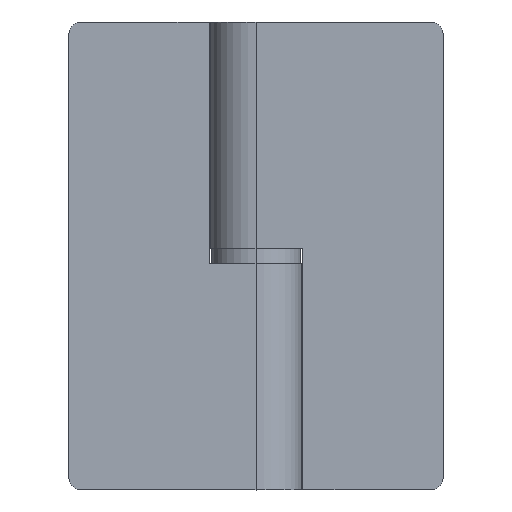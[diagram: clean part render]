
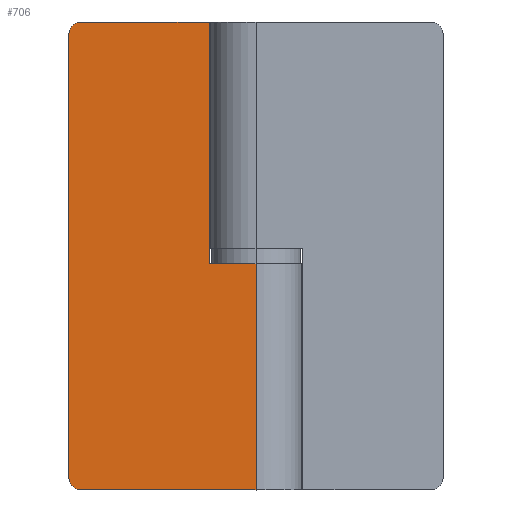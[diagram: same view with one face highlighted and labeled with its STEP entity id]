
A CAD part, top view. The second image highlights one B-rep face of the part: STEP entity #706.
In plain terms, the highlighted planar face has unit normal (0, 0, 1).
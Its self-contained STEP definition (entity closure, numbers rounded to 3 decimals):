
#25 = CARTESIAN_POINT ( 'NONE',  ( 0., 150., 14.5 ) ) ;
#34 = DIRECTION ( 'NONE',  ( -1., 0., 0. ) ) ;
#79 = CARTESIAN_POINT ( 'NONE',  ( 56., 150., 14.5 ) ) ;
#105 = CARTESIAN_POINT ( 'NONE',  ( 0., 77.5, 14.5 ) ) ;
#114 = EDGE_CURVE ( 'NONE', #944, #688, #563, .T. ) ;
#133 = LINE ( 'NONE', #1343, #1245 ) ;
#147 = DIRECTION ( 'NONE',  ( 0., -1., 0. ) ) ;
#152 = DIRECTION ( 'NONE',  ( 1., 0., 0. ) ) ;
#187 = DIRECTION ( 'NONE',  ( 0., -1., 0. ) ) ;
#197 = VECTOR ( 'NONE', #405, 1000. ) ;
#207 = EDGE_CURVE ( 'NONE', #1392, #1150, #133, .T. ) ;
#225 = VECTOR ( 'NONE', #1077, 1000. ) ;
#249 = ORIENTED_EDGE ( 'NONE', *, *, #873, .F. ) ;
#325 = VERTEX_POINT ( 'NONE', #79 ) ;
#348 = CARTESIAN_POINT ( 'NONE',  ( 15., 0., 14.5 ) ) ;
#364 = VECTOR ( 'NONE', #147, 1000. ) ;
#405 = DIRECTION ( 'NONE',  ( 0., -1., 0. ) ) ;
#413 = EDGE_CURVE ( 'NONE', #755, #1182, #430, .T. ) ;
#430 = LINE ( 'NONE', #718, #683 ) ;
#462 = DIRECTION ( 'NONE',  ( 0., 0., 1. ) ) ;
#472 = VECTOR ( 'NONE', #845, 1000. ) ;
#482 = ORIENTED_EDGE ( 'NONE', *, *, #114, .T. ) ;
#485 = ORIENTED_EDGE ( 'NONE', *, *, #506, .T. ) ;
#494 = LINE ( 'NONE', #1271, #197 ) ;
#506 = EDGE_CURVE ( 'NONE', #802, #1392, #494, .T. ) ;
#563 = LINE ( 'NONE', #1228, #364 ) ;
#613 = DIRECTION ( 'NONE',  ( -1., 0., 0. ) ) ;
#639 = EDGE_CURVE ( 'NONE', #688, #802, #1290, .T. ) ;
#646 = ORIENTED_EDGE ( 'NONE', *, *, #207, .T. ) ;
#656 = ORIENTED_EDGE ( 'NONE', *, *, #1311, .T. ) ;
#662 = DIRECTION ( 'NONE',  ( 0., 0., 1. ) ) ;
#683 = VECTOR ( 'NONE', #187, 1000. ) ;
#684 = DIRECTION ( 'NONE',  ( 0., 0., -1. ) ) ;
#688 = VERTEX_POINT ( 'NONE', #864 ) ;
#706 = ADVANCED_FACE ( 'NONE', ( #775 ), #1088, .F. ) ;
#718 = CARTESIAN_POINT ( 'NONE',  ( 60., 150., 14.5 ) ) ;
#733 = AXIS2_PLACEMENT_3D ( 'NONE', #25, #684, #613 ) ;
#755 = VERTEX_POINT ( 'NONE', #1363 ) ;
#772 = CIRCLE ( 'NONE', #861, 4. ) ;
#775 = FACE_OUTER_BOUND ( 'NONE', #807, .T. ) ;
#793 = LINE ( 'NONE', #871, #225 ) ;
#802 = VERTEX_POINT ( 'NONE', #1284 ) ;
#807 = EDGE_LOOP ( 'NONE', ( #646, #656, #1042, #838, #249, #482, #809, #485 ) ) ;
#809 = ORIENTED_EDGE ( 'NONE', *, *, #639, .T. ) ;
#838 = ORIENTED_EDGE ( 'NONE', *, *, #1384, .T. ) ;
#845 = DIRECTION ( 'NONE',  ( 1., 0., 0. ) ) ;
#861 = AXIS2_PLACEMENT_3D ( 'NONE', #1104, #462, #1219 ) ;
#864 = CARTESIAN_POINT ( 'NONE',  ( 0., 77.5, 14.5 ) ) ;
#871 = CARTESIAN_POINT ( 'NONE',  ( 0., 150., 14.5 ) ) ;
#873 = EDGE_CURVE ( 'NONE', #944, #325, #793, .T. ) ;
#877 = CARTESIAN_POINT ( 'NONE',  ( 56., 146., 14.5 ) ) ;
#880 = CARTESIAN_POINT ( 'NONE',  ( 56., 0., 14.5 ) ) ;
#896 = CARTESIAN_POINT ( 'NONE',  ( 0., 150., 14.5 ) ) ;
#944 = VERTEX_POINT ( 'NONE', #896 ) ;
#1011 = AXIS2_PLACEMENT_3D ( 'NONE', #877, #662, #34 ) ;
#1033 = CIRCLE ( 'NONE', #1011, 4. ) ;
#1042 = ORIENTED_EDGE ( 'NONE', *, *, #413, .F. ) ;
#1077 = DIRECTION ( 'NONE',  ( 1., 0., 0. ) ) ;
#1088 = PLANE ( 'NONE',  #733 ) ;
#1104 = CARTESIAN_POINT ( 'NONE',  ( 56., 4., 14.5 ) ) ;
#1118 = CARTESIAN_POINT ( 'NONE',  ( 60., 4., 14.5 ) ) ;
#1150 = VERTEX_POINT ( 'NONE', #880 ) ;
#1182 = VERTEX_POINT ( 'NONE', #1118 ) ;
#1219 = DIRECTION ( 'NONE',  ( -1., 0., 0. ) ) ;
#1228 = CARTESIAN_POINT ( 'NONE',  ( 0., 150., 14.5 ) ) ;
#1245 = VECTOR ( 'NONE', #152, 1000. ) ;
#1271 = CARTESIAN_POINT ( 'NONE',  ( 15., 150., 14.5 ) ) ;
#1284 = CARTESIAN_POINT ( 'NONE',  ( 15., 77.5, 14.5 ) ) ;
#1290 = LINE ( 'NONE', #105, #472 ) ;
#1311 = EDGE_CURVE ( 'NONE', #1150, #1182, #772, .T. ) ;
#1343 = CARTESIAN_POINT ( 'NONE',  ( 0., 0., 14.5 ) ) ;
#1363 = CARTESIAN_POINT ( 'NONE',  ( 60., 146., 14.5 ) ) ;
#1384 = EDGE_CURVE ( 'NONE', #755, #325, #1033, .T. ) ;
#1392 = VERTEX_POINT ( 'NONE', #348 ) ;
